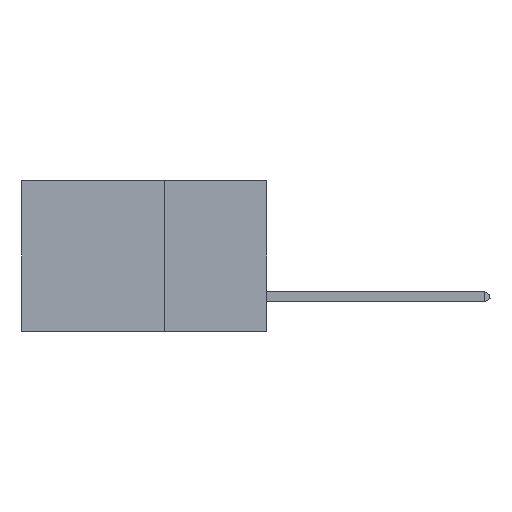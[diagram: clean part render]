
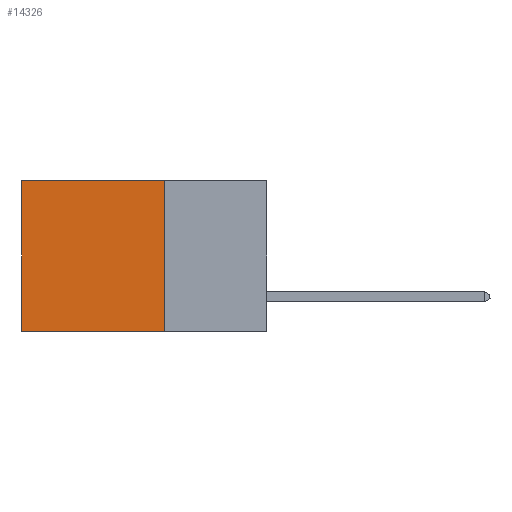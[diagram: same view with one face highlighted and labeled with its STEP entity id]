
A CAD part, left-side view. The second image highlights one B-rep face of the part: STEP entity #14326.
In plain terms, the highlighted planar face has unit normal (-1, 0, 0).
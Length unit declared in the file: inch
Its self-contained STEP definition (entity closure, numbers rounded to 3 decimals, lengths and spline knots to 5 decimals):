
#1768 = LINE ( 'NONE', #26587, #2333 ) ;
#2333 = VECTOR ( 'NONE', #37720, 39.37008 ) ;
#3041 = CARTESIAN_POINT ( 'NONE',  ( 0.2875, 0.6, 0. ) ) ;
#3372 = VERTEX_POINT ( 'NONE', #3041 ) ;
#7255 = EDGE_CURVE ( 'NONE', #3372, #34231, #1768, .T. ) ;
#8990 = CARTESIAN_POINT ( 'NONE',  ( 0.2875, 0.25, 0. ) ) ;
#9092 = VECTOR ( 'NONE', #42244, 39.37008 ) ;
#10392 = DIRECTION ( 'NONE',  ( 1., 0., 0. ) ) ;
#10977 = LINE ( 'NONE', #12910, #26393 ) ;
#11842 = FACE_OUTER_BOUND ( 'NONE', #20494, .T. ) ;
#12057 = EDGE_CURVE ( 'NONE', #13618, #36810, #34961, .T. ) ;
#12062 = DIRECTION ( 'NONE',  ( 0., 0., -1. ) ) ;
#12910 = CARTESIAN_POINT ( 'NONE',  ( 0.2875, 0.25, -0.37 ) ) ;
#13468 = ORIENTED_EDGE ( 'NONE', *, *, #7255, .T. ) ;
#13618 = VERTEX_POINT ( 'NONE', #8990 ) ;
#14326 = ADVANCED_FACE ( 'NONE', ( #11842 ), #23904, .F. ) ;
#17237 = ORIENTED_EDGE ( 'NONE', *, *, #18095, .F. ) ;
#18095 = EDGE_CURVE ( 'NONE', #36810, #34231, #10977, .T. ) ;
#19164 = LINE ( 'NONE', #25434, #9092 ) ;
#19735 = DIRECTION ( 'NONE',  ( 0., 1., 0. ) ) ;
#20488 = DIRECTION ( 'NONE',  ( 0., 0., -1. ) ) ;
#20494 = EDGE_LOOP ( 'NONE', ( #13468, #17237, #33721, #26281 ) ) ;
#23904 = PLANE ( 'NONE',  #24272 ) ;
#24272 = AXIS2_PLACEMENT_3D ( 'NONE', #27306, #10392, #20488 ) ;
#24859 = VECTOR ( 'NONE', #12062, 39.37008 ) ;
#25434 = CARTESIAN_POINT ( 'NONE',  ( 0.2875, 0.25, 0. ) ) ;
#26281 = ORIENTED_EDGE ( 'NONE', *, *, #26752, .T. ) ;
#26393 = VECTOR ( 'NONE', #19735, 39.37008 ) ;
#26587 = CARTESIAN_POINT ( 'NONE',  ( 0.2875, 0.6, 0. ) ) ;
#26752 = EDGE_CURVE ( 'NONE', #13618, #3372, #19164, .T. ) ;
#27306 = CARTESIAN_POINT ( 'NONE',  ( 0.2875, 0.25, 0. ) ) ;
#33721 = ORIENTED_EDGE ( 'NONE', *, *, #12057, .F. ) ;
#34231 = VERTEX_POINT ( 'NONE', #40340 ) ;
#34961 = LINE ( 'NONE', #42960, #24859 ) ;
#36810 = VERTEX_POINT ( 'NONE', #38707 ) ;
#37720 = DIRECTION ( 'NONE',  ( 0., 0., -1. ) ) ;
#38707 = CARTESIAN_POINT ( 'NONE',  ( 0.2875, 0.25, -0.37 ) ) ;
#40340 = CARTESIAN_POINT ( 'NONE',  ( 0.2875, 0.6, -0.37 ) ) ;
#42244 = DIRECTION ( 'NONE',  ( 0., 1., 0. ) ) ;
#42960 = CARTESIAN_POINT ( 'NONE',  ( 0.2875, 0.25, 0. ) ) ;
